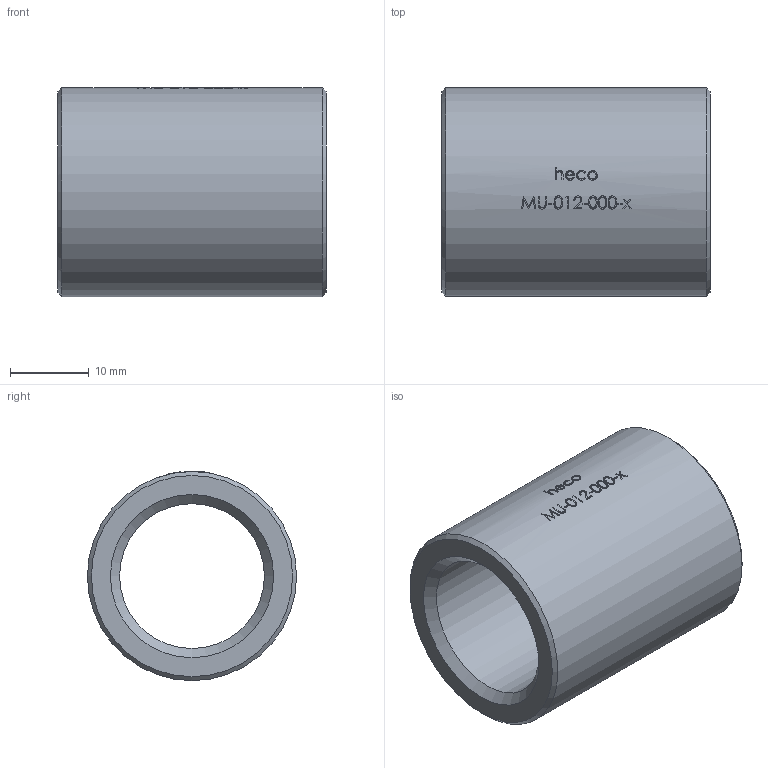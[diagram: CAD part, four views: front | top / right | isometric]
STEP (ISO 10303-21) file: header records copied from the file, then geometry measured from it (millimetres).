
FILE_DESCRIPTION (( 'STEP AP214' ), '1' );
FILE_NAME ('MU-012-000-x Muffe heco 2305.STEP', '2023-05-03T10:08:46', ( '' ), ( '' ), 'SwSTEP 2.0', 'SolidWorks 2019', '' );
FILE_SCHEMA (( 'AUTOMOTIVE_DESIGN' ));
Length unit declared in the file: millimetre
Products named in the file (1): MU-012-000-x Muffe heco 2305
Bounding box: 34 x 26.5 x 26.53 mm (x, y, z)
Volume: 9649.9 mm3; surface area: 5244.6 mm2
Topology: 1 solids, 1 shells, 182 faces, 470 edges, 312 vertices
Faces by surface type: bspline 84, plane 70, cylinder 24, cone 4
Full cylindrical faces by diameter (mm): 18.36 x1, 26.5 x1
Entity records: 10637 total; most frequent: CARTESIAN_POINT 4950, ORIENTED_EDGE 928, DIRECTION 494, EDGE_CURVE 464, VERTEX_POINT 312, EDGE_LOOP 212, B_SPLINE_CURVE_WITH_KNOTS 212, VECTOR 208
